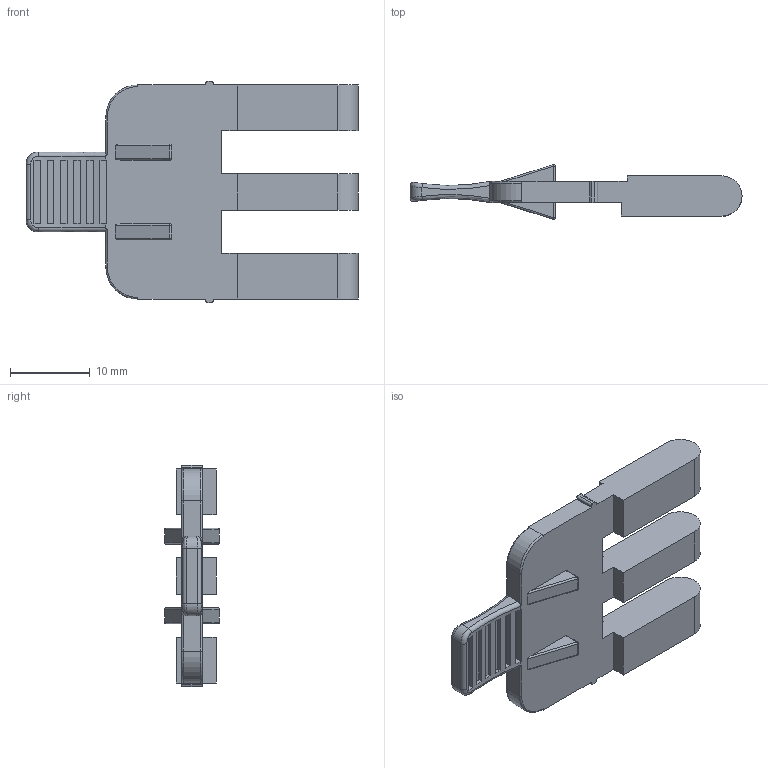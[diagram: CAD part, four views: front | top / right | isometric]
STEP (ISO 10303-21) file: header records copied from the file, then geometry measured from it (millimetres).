
FILE_DESCRIPTION (( 'STEP AP214' ), '1' );
FILE_NAME ('476503_IZUK 10W-3.STP', '2013-11-15T07:52:55', ( 'arge' ), ( 'Microsoft' ), 'SwSTEP 2.0', 'SolidWorks 2013', '' );
FILE_SCHEMA (( 'AUTOMOTIVE_DESIGN' ));
Length unit declared in the file: millimetre
Products named in the file (1): 476503_IZUK 10W-3
Bounding box: 41.57 x 6.86 x 27.7 mm (x, y, z)
Volume: 2426 mm3; surface area: 2745.5 mm2
Topology: 1 solids, 2 shells, 187 faces, 483 edges, 306 vertices
Faces by surface type: plane 121, cylinder 46, torus 8, sphere 8, bspline 4
Entity records: 7542 total; most frequent: CARTESIAN_POINT 1273, ORIENTED_EDGE 934, DIRECTION 923, EDGE_CURVE 467, VECTOR 323, LINE 323, AXIS2_PLACEMENT_3D 300, VERTEX_POINT 298
